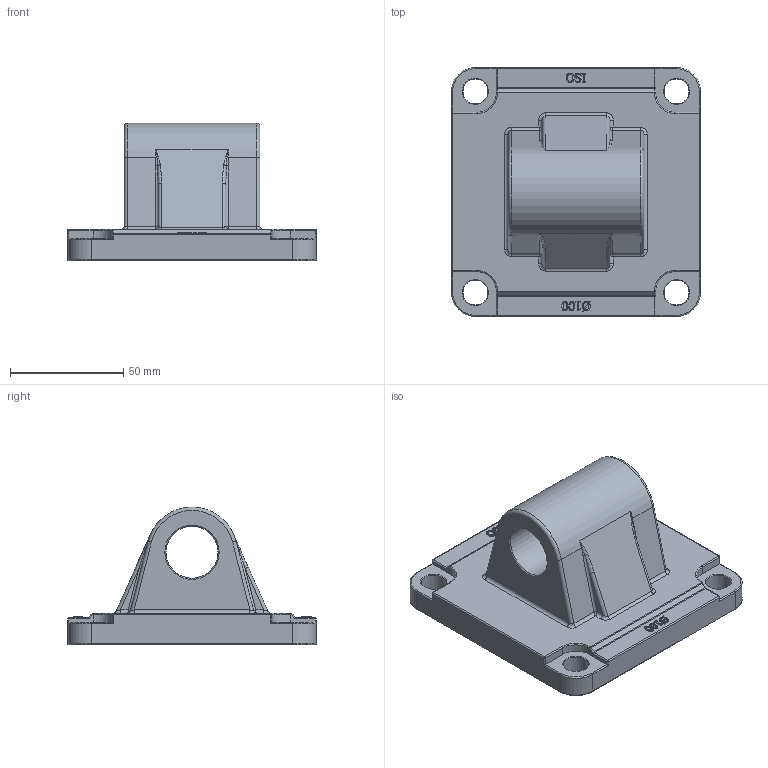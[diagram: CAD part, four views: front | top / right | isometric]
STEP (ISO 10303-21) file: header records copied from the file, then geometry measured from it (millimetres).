
FILE_DESCRIPTION((''),'2;1');
FILE_NAME('CMI100.stp','2014-12-18T16:23:01',('carlo.corazza'),(''),'Autodesk Inventor 2012','Autodesk Inventor 2012','');
FILE_SCHEMA(('AUTOMOTIVE_DESIGN { 1 0 10303 214 1 1 1 1 }'));
Length unit declared in the file: millimetre
Products named in the file (1): CMI100
Bounding box: 110 x 110 x 61 mm (x, y, z)
Volume: 227210.8 mm3; surface area: 44637.6 mm2
Topology: 1 solids, 1 shells, 390 faces, 977 edges, 601 vertices
Faces by surface type: plane 113, bspline 93, cylinder 85, cone 67, torus 20, sphere 12
Full cylindrical faces by diameter (mm): 11 x4, 23 x1, 55 x1
Entity records: 12327 total; most frequent: CARTESIAN_POINT 3417, ORIENTED_EDGE 1892, DIRECTION 1739, EDGE_CURVE 946, AXIS2_PLACEMENT_3D 637, VERTEX_POINT 597, VECTOR 465, LINE 465
